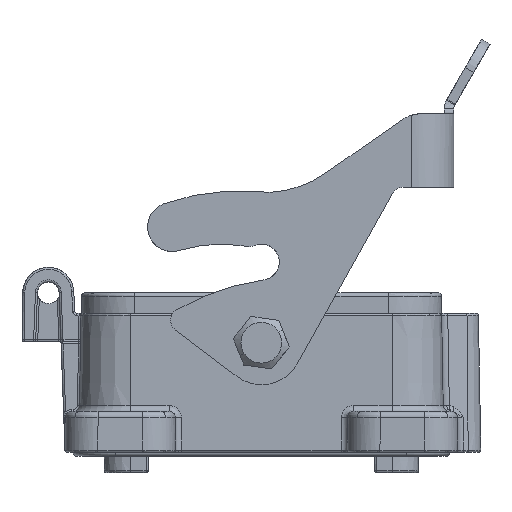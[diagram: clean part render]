
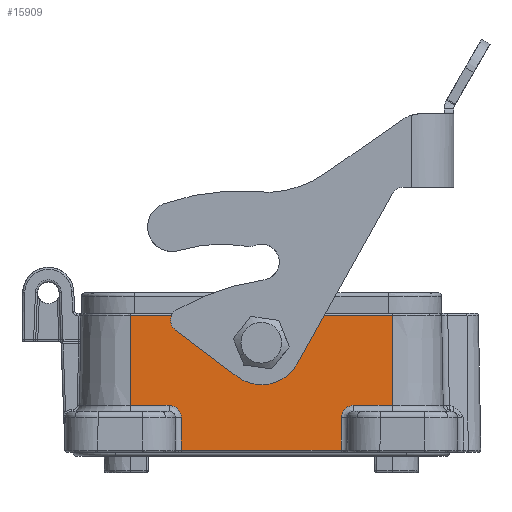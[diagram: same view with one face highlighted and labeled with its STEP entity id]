
A CAD part, left-side view. The second image highlights one B-rep face of the part: STEP entity #15909.
In plain terms, the highlighted planar face has unit normal (-1, 0, 0.018).
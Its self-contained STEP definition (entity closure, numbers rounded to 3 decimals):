
#1048 = CARTESIAN_POINT ( 'NONE',  ( -66.17, -3.409, 28.893 ) ) ;
#1049 = CARTESIAN_POINT ( 'NONE',  ( -66.051, 0.778, 35.71 ) ) ;
#1050 = CARTESIAN_POINT ( 'NONE',  ( -66.124, 7.595, 31.524 ) ) ;
#1051 = CARTESIAN_POINT ( 'NONE',  ( -66.243, 3.409, 24.707 ) ) ;
#2282 =( BOUNDED_CURVE ( )  B_SPLINE_CURVE ( 3, ( #5523, #5524, #5525, #5526 ),
 .UNSPECIFIED., .F., .F. ) 
 B_SPLINE_CURVE_WITH_KNOTS ( ( 4, 4 ),
 ( 2.122, 5.263 ),
 .UNSPECIFIED. ) 
 CURVE ( )  GEOMETRIC_REPRESENTATION_ITEM ( )  RATIONAL_B_SPLINE_CURVE ( ( 1., 0.333, 0.333, 1. ) ) 
 REPRESENTATION_ITEM ( '' )  );
#4747 = CARTESIAN_POINT ( 'NONE',  ( -66.09, 32., 33.509 ) ) ;
#4755 = CARTESIAN_POINT ( 'NONE',  ( -66.09, -32., 33.509 ) ) ;
#5523 = CARTESIAN_POINT ( 'NONE',  ( -66.243, 3.409, 24.707 ) ) ;
#5524 = CARTESIAN_POINT ( 'NONE',  ( -66.362, -0.778, 17.89 ) ) ;
#5525 = CARTESIAN_POINT ( 'NONE',  ( -66.289, -7.595, 22.076 ) ) ;
#5526 = CARTESIAN_POINT ( 'NONE',  ( -66.17, -3.409, 28.893 ) ) ;
#7404 = VECTOR ( 'NONE', #9934, 1000. ) ;
#9106 = EDGE_CURVE ( 'NONE', #29038, #28988, #19116, .T. ) ;
#9932 = LINE ( 'NONE', #9933, #7404 ) ;
#9933 = CARTESIAN_POINT ( 'NONE',  ( -66.666, 21., 0.509 ) ) ;
#9934 = DIRECTION ( 'NONE',  ( 0., -1., 0. ) ) ;
#10811 = VECTOR ( 'NONE', #29981, 1000. ) ;
#10920 = FACE_BOUND ( 'NONE', #21068, .T. ) ;
#11100 = VECTOR ( 'NONE', #31156, 1000. ) ;
#11112 = AXIS2_PLACEMENT_3D ( 'NONE', #29760, #29762, #29764 ) ;
#11181 = VECTOR ( 'NONE', #31159, 1000. ) ;
#11215 = FACE_OUTER_BOUND ( 'NONE', #21069, .T. ) ;
#11249 = VECTOR ( 'NONE', #30154, 1000. ) ;
#11356 = VERTEX_POINT ( 'NONE', #25758 ) ;
#11375 = VERTEX_POINT ( 'NONE', #25777 ) ;
#11704 = VERTEX_POINT ( 'NONE', #26061 ) ;
#11748 = VERTEX_POINT ( 'NONE', #26105 ) ;
#14548 = EDGE_CURVE ( 'NONE', #20735, #29038, #28367, .T. ) ;
#14549 = EDGE_CURVE ( 'NONE', #28988, #16108, #28371, .T. ) ;
#14565 = VERTEX_POINT ( 'NONE', #28436 ) ;
#14930 =( BOUNDED_CURVE ( )  B_SPLINE_CURVE ( 3, ( #30157, #30158, #30159, #30160 ),
 .UNSPECIFIED., .F., .F. ) 
 B_SPLINE_CURVE_WITH_KNOTS ( ( 4, 4 ),
 ( 4.721, 6.283 ),
 .UNSPECIFIED. ) 
 CURVE ( )  GEOMETRIC_REPRESENTATION_ITEM ( )  RATIONAL_B_SPLINE_CURVE ( ( 1., 0.807, 0.807, 1. ) ) 
 REPRESENTATION_ITEM ( '' )  );
#15463 = ORIENTED_EDGE ( 'NONE', *, *, #15994, .F. ) ;
#15464 = ORIENTED_EDGE ( 'NONE', *, *, #15992, .T. ) ;
#15465 = ORIENTED_EDGE ( 'NONE', *, *, #14549, .T. ) ;
#15466 = ORIENTED_EDGE ( 'NONE', *, *, #9106, .T. ) ;
#15467 = ORIENTED_EDGE ( 'NONE', *, *, #14548, .T. ) ;
#15468 = ORIENTED_EDGE ( 'NONE', *, *, #16017, .T. ) ;
#15469 = ORIENTED_EDGE ( 'NONE', *, *, #16016, .T. ) ;
#15470 = ORIENTED_EDGE ( 'NONE', *, *, #30919, .T. ) ;
#15471 = ORIENTED_EDGE ( 'NONE', *, *, #22399, .F. ) ;
#15472 = ORIENTED_EDGE ( 'NONE', *, *, #16024, .F. ) ;
#15473 = ORIENTED_EDGE ( 'NONE', *, *, #30333, .F. ) ;
#15475 = ORIENTED_EDGE ( 'NONE', *, *, #15947, .T. ) ;
#15909 = ADVANCED_FACE ( 'NONE', ( #10920, #11215 ), #29758, .T. ) ;
#15947 = EDGE_CURVE ( 'NONE', #11375, #14565, #29979, .T. ) ;
#15992 = EDGE_CURVE ( 'NONE', #16108, #11356, #30152, .T. ) ;
#15994 = EDGE_CURVE ( 'NONE', #11375, #11356, #14930, .T. ) ;
#16016 = EDGE_CURVE ( 'NONE', #21314, #20733, #31154, .T. ) ;
#16017 = EDGE_CURVE ( 'NONE', #20734, #20735, #31157, .T. ) ;
#16024 = EDGE_CURVE ( 'NONE', #20734, #20733, #22820, .T. ) ;
#16108 = VERTEX_POINT ( 'NONE', #31269 ) ;
#19116 = LINE ( 'NONE', #19117, #23501 ) ;
#19117 = CARTESIAN_POINT ( 'NONE',  ( -66.09, 32., 33.509 ) ) ;
#19118 = DIRECTION ( 'NONE',  ( 0., 1., 0. ) ) ;
#20733 = VERTEX_POINT ( 'NONE', #34963 ) ;
#20734 = VERTEX_POINT ( 'NONE', #34964 ) ;
#20735 = VERTEX_POINT ( 'NONE', #34965 ) ;
#21068 = EDGE_LOOP ( 'NONE', ( #15473, #15471 ) ) ;
#21069 = EDGE_LOOP ( 'NONE', ( #15475, #15470, #15469, #15472, #15468, #15467, #15466, #15465, #15464, #15463 ) ) ;
#21314 = VERTEX_POINT ( 'NONE', #35123 ) ;
#22399 = EDGE_CURVE ( 'NONE', #11748, #11704, #33847, .T. ) ;
#22820 =( BOUNDED_CURVE ( )  B_SPLINE_CURVE ( 3, ( #31178, #31179, #31180, #31181 ),
 .UNSPECIFIED., .F., .F. ) 
 B_SPLINE_CURVE_WITH_KNOTS ( ( 4, 4 ),
 ( 3.142, 4.704 ),
 .UNSPECIFIED. ) 
 CURVE ( )  GEOMETRIC_REPRESENTATION_ITEM ( )  RATIONAL_B_SPLINE_CURVE ( ( 1., 0.807, 0.807, 1. ) ) 
 REPRESENTATION_ITEM ( '' )  );
#23501 = VECTOR ( 'NONE', #19118, 1000. ) ;
#25758 = CARTESIAN_POINT ( 'NONE',  ( -66.474, 22.574, 11.474 ) ) ;
#25777 = CARTESIAN_POINT ( 'NONE',  ( -66.526, 19.574, 8.5 ) ) ;
#26061 = CARTESIAN_POINT ( 'NONE',  ( -66.243, 3.409, 24.707 ) ) ;
#26105 = CARTESIAN_POINT ( 'NONE',  ( -66.17, -3.409, 28.893 ) ) ;
#28367 = LINE ( 'NONE', #28368, #33038 ) ;
#28368 = CARTESIAN_POINT ( 'NONE',  ( -66.5, -32., 10. ) ) ;
#28370 = DIRECTION ( 'NONE',  ( 0.017, 0., 1. ) ) ;
#28371 = LINE ( 'NONE', #28372, #33036 ) ;
#28372 = CARTESIAN_POINT ( 'NONE',  ( -66.5, 32., 10. ) ) ;
#28374 = DIRECTION ( 'NONE',  ( -0.017, 0., -1. ) ) ;
#28436 = CARTESIAN_POINT ( 'NONE',  ( -66.666, 19.505, 0.509 ) ) ;
#28988 = VERTEX_POINT ( 'NONE', #4747 ) ;
#29038 = VERTEX_POINT ( 'NONE', #4755 ) ;
#29758 = PLANE ( 'NONE',  #11112 ) ;
#29760 = CARTESIAN_POINT ( 'NONE',  ( -66.5, 21., 10. ) ) ;
#29762 = DIRECTION ( 'NONE',  ( -1., 0., 0.017 ) ) ;
#29764 = DIRECTION ( 'NONE',  ( 0.017, 0., 1. ) ) ;
#29979 = LINE ( 'NONE', #29980, #10811 ) ;
#29980 = CARTESIAN_POINT ( 'NONE',  ( -66.674, 19.5, 0.013 ) ) ;
#29981 = DIRECTION ( 'NONE',  ( -0.017, -0.009, -1. ) ) ;
#30152 = LINE ( 'NONE', #30153, #11249 ) ;
#30153 = CARTESIAN_POINT ( 'NONE',  ( -66.474, 21., 11.474 ) ) ;
#30154 = DIRECTION ( 'NONE',  ( 0., -1., 0. ) ) ;
#30157 = CARTESIAN_POINT ( 'NONE',  ( -66.526, 19.574, 8.5 ) ) ;
#30158 = CARTESIAN_POINT ( 'NONE',  ( -66.496, 19.59, 10.245 ) ) ;
#30159 = CARTESIAN_POINT ( 'NONE',  ( -66.474, 20.829, 11.474 ) ) ;
#30160 = CARTESIAN_POINT ( 'NONE',  ( -66.474, 22.574, 11.474 ) ) ;
#30333 = EDGE_CURVE ( 'NONE', #11704, #11748, #2282, .T. ) ;
#30919 = EDGE_CURVE ( 'NONE', #14565, #21314, #9932, .T. ) ;
#31154 = LINE ( 'NONE', #31155, #11100 ) ;
#31155 = CARTESIAN_POINT ( 'NONE',  ( -66.5, -19.588, 10.013 ) ) ;
#31156 = DIRECTION ( 'NONE',  ( 0.017, -0.009, 1. ) ) ;
#31157 = LINE ( 'NONE', #31158, #11181 ) ;
#31158 = CARTESIAN_POINT ( 'NONE',  ( -66.474, 21., 11.474 ) ) ;
#31159 = DIRECTION ( 'NONE',  ( 0., -1., 0. ) ) ;
#31178 = CARTESIAN_POINT ( 'NONE',  ( -66.474, -22.574, 11.474 ) ) ;
#31179 = CARTESIAN_POINT ( 'NONE',  ( -66.474, -20.829, 11.474 ) ) ;
#31180 = CARTESIAN_POINT ( 'NONE',  ( -66.496, -19.59, 10.245 ) ) ;
#31181 = CARTESIAN_POINT ( 'NONE',  ( -66.526, -19.574, 8.5 ) ) ;
#31269 = CARTESIAN_POINT ( 'NONE',  ( -66.474, 32., 11.474 ) ) ;
#33036 = VECTOR ( 'NONE', #28374, 1000. ) ;
#33038 = VECTOR ( 'NONE', #28370, 1000. ) ;
#33847 =( BOUNDED_CURVE ( )  B_SPLINE_CURVE ( 3, ( #1048, #1049, #1050, #1051 ),
 .UNSPECIFIED., .F., .F. ) 
 B_SPLINE_CURVE_WITH_KNOTS ( ( 4, 4 ),
 ( 5.263, 8.405 ),
 .UNSPECIFIED. ) 
 CURVE ( )  GEOMETRIC_REPRESENTATION_ITEM ( )  RATIONAL_B_SPLINE_CURVE ( ( 1., 0.333, 0.333, 1. ) ) 
 REPRESENTATION_ITEM ( '' )  );
#34963 = CARTESIAN_POINT ( 'NONE',  ( -66.526, -19.574, 8.5 ) ) ;
#34964 = CARTESIAN_POINT ( 'NONE',  ( -66.474, -22.574, 11.474 ) ) ;
#34965 = CARTESIAN_POINT ( 'NONE',  ( -66.474, -32., 11.474 ) ) ;
#35123 = CARTESIAN_POINT ( 'NONE',  ( -66.666, -19.505, 0.509 ) ) ;
